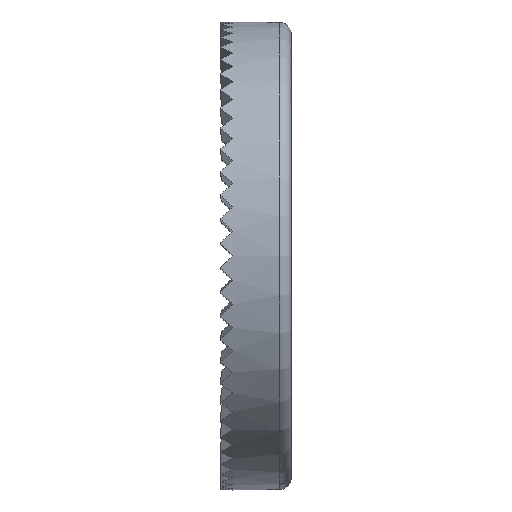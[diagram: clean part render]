
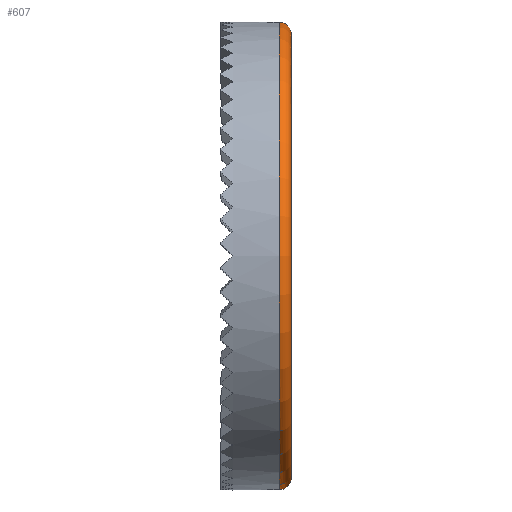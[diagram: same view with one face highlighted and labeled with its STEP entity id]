
A CAD part, top view. The second image highlights one B-rep face of the part: STEP entity #607.
In plain terms, the highlighted toroidal (fillet/blend) face has major radius 9.5 mm and minor radius 0.5 mm.
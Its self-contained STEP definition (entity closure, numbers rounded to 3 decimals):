
#56=TOROIDAL_SURFACE('',#4870,9.5,0.5);
#607=ADVANCED_FACE('',(#944),#56,.T.);
#944=FACE_OUTER_BOUND('',#1210,.T.);
#1210=EDGE_LOOP('',(#1903,#1904,#1905,#1906));
#1479=CIRCLE('',#4866,9.5);
#1481=CIRCLE('',#4869,10.);
#1495=B_SPLINE_CURVE_WITH_KNOTS('',3,(#7507,#7508,#7509,#7510,#7511,#7512,
#7513,#7514,#7515,#7516,#7517,#7518,#7519,#7520,#7521,#7522,#7523,#7524,
#7525),.UNSPECIFIED.,.F.,.F.,(4,3,3,3,3,3,4),(0.,0.041,0.256,
0.389,0.604,0.819,1.),.UNSPECIFIED.);
#1496=B_SPLINE_CURVE_WITH_KNOTS('',3,(#7526,#7527,#7528,#7529,#7530,#7531,
#7532,#7533,#7534,#7535,#7536,#7537,#7538,#7539,#7540,#7541,#7542,#7543,
#7544),.UNSPECIFIED.,.F.,.F.,(4,3,3,3,3,3,4),(0.,0.118,0.334,
0.549,0.764,0.978,1.),.UNSPECIFIED.);
#1903=ORIENTED_EDGE('',*,*,#3671,.F.);
#1904=ORIENTED_EDGE('',*,*,#3672,.T.);
#1905=ORIENTED_EDGE('',*,*,#3667,.F.);
#1906=ORIENTED_EDGE('',*,*,#3673,.T.);
#3197=VERTEX_POINT('',#7496);
#3198=VERTEX_POINT('',#7497);
#3201=VERTEX_POINT('',#7505);
#3202=VERTEX_POINT('',#7506);
#3667=EDGE_CURVE('',#3197,#3198,#1479,.T.);
#3671=EDGE_CURVE('',#3201,#3202,#1481,.T.);
#3672=EDGE_CURVE('',#3201,#3198,#1495,.T.);
#3673=EDGE_CURVE('',#3197,#3202,#1496,.T.);
#4866=AXIS2_PLACEMENT_3D('',#7495,#5987,#5988);
#4869=AXIS2_PLACEMENT_3D('',#7504,#5995,#5996);
#4870=AXIS2_PLACEMENT_3D('',#7545,#5997,#5998);
#5987=DIRECTION('',(1.,0.,0.));
#5988=DIRECTION('',(0.,0.,-1.));
#5995=DIRECTION('',(-1.,0.,0.));
#5996=DIRECTION('',(0.,0.,-1.));
#5997=DIRECTION('',(1.,0.,0.));
#5998=DIRECTION('',(0.,0.,-1.));
#7495=CARTESIAN_POINT('',(3.,0.,0.));
#7496=CARTESIAN_POINT('',(3.,9.487,0.5));
#7497=CARTESIAN_POINT('',(3.,-9.487,0.5));
#7504=CARTESIAN_POINT('',(2.5,0.,0.));
#7505=CARTESIAN_POINT('',(2.5,-9.987,0.5));
#7506=CARTESIAN_POINT('',(2.5,9.987,0.5));
#7507=CARTESIAN_POINT('',(2.5,-9.987,0.5));
#7508=CARTESIAN_POINT('',(2.511,-9.987,0.5));
#7509=CARTESIAN_POINT('',(2.522,-9.987,0.5));
#7510=CARTESIAN_POINT('',(2.533,-9.986,0.5));
#7511=CARTESIAN_POINT('',(2.588,-9.983,0.5));
#7512=CARTESIAN_POINT('',(2.644,-9.969,0.5));
#7513=CARTESIAN_POINT('',(2.696,-9.948,0.5));
#7514=CARTESIAN_POINT('',(2.728,-9.934,0.5));
#7515=CARTESIAN_POINT('',(2.759,-9.917,0.5));
#7516=CARTESIAN_POINT('',(2.787,-9.897,0.5));
#7517=CARTESIAN_POINT('',(2.833,-9.864,0.5));
#7518=CARTESIAN_POINT('',(2.874,-9.824,0.5));
#7519=CARTESIAN_POINT('',(2.906,-9.778,0.5));
#7520=CARTESIAN_POINT('',(2.939,-9.733,0.5));
#7521=CARTESIAN_POINT('',(2.964,-9.681,0.5));
#7522=CARTESIAN_POINT('',(2.98,-9.627,0.5));
#7523=CARTESIAN_POINT('',(2.993,-9.582,0.5));
#7524=CARTESIAN_POINT('',(3.,-9.534,0.5));
#7525=CARTESIAN_POINT('',(3.,-9.487,0.5));
#7526=CARTESIAN_POINT('',(3.,9.487,0.5));
#7527=CARTESIAN_POINT('',(3.,9.518,0.5));
#7528=CARTESIAN_POINT('',(2.997,9.549,0.5));
#7529=CARTESIAN_POINT('',(2.991,9.579,0.5));
#7530=CARTESIAN_POINT('',(2.981,9.634,0.5));
#7531=CARTESIAN_POINT('',(2.961,9.689,0.5));
#7532=CARTESIAN_POINT('',(2.933,9.737,0.5));
#7533=CARTESIAN_POINT('',(2.905,9.786,0.5));
#7534=CARTESIAN_POINT('',(2.868,9.83,0.5));
#7535=CARTESIAN_POINT('',(2.826,9.867,0.5));
#7536=CARTESIAN_POINT('',(2.783,9.903,0.5));
#7537=CARTESIAN_POINT('',(2.734,9.933,0.5));
#7538=CARTESIAN_POINT('',(2.682,9.953,0.5));
#7539=CARTESIAN_POINT('',(2.63,9.974,0.5));
#7540=CARTESIAN_POINT('',(2.573,9.985,0.5));
#7541=CARTESIAN_POINT('',(2.517,9.987,0.5));
#7542=CARTESIAN_POINT('',(2.512,9.987,0.5));
#7543=CARTESIAN_POINT('',(2.506,9.987,0.5));
#7544=CARTESIAN_POINT('',(2.5,9.987,0.5));
#7545=CARTESIAN_POINT('',(2.5,0.,0.));
